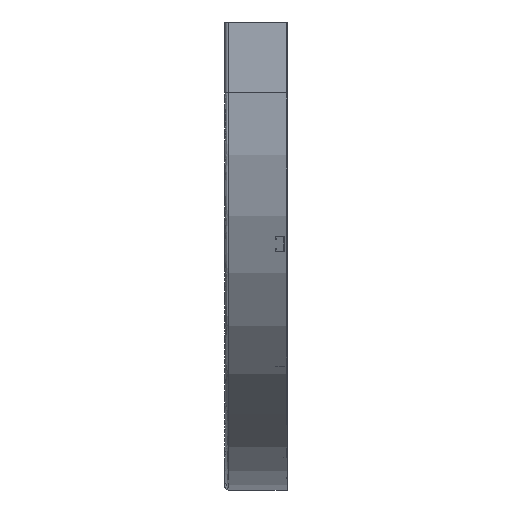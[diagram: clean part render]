
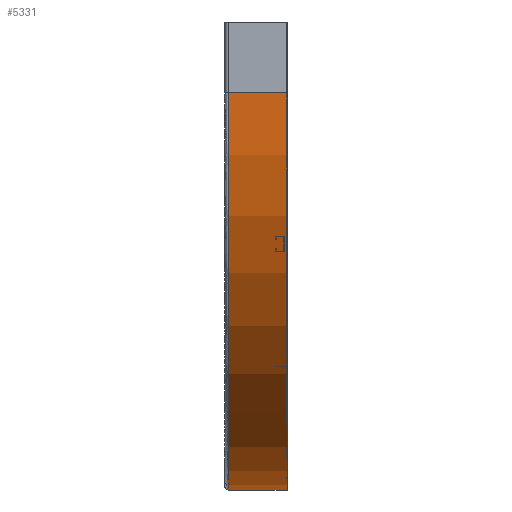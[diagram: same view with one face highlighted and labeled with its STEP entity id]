
A CAD part, left-side view. The second image highlights one B-rep face of the part: STEP entity #5331.
In plain terms, the highlighted cylindrical face has radius 700 mm (diameter 1400 mm), a partial arc.
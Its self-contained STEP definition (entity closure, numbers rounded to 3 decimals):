
#16 = DIRECTION ( 'NONE',  ( 0., 0., 1. ) ) ;
#71 = DIRECTION ( 'NONE',  ( 0., 1., 0. ) ) ;
#138 = VECTOR ( 'NONE', #3348, 1000. ) ;
#253 = CARTESIAN_POINT ( 'NONE',  ( -700., 0., -125. ) ) ;
#759 = DIRECTION ( 'NONE',  ( 0., -1., 0. ) ) ;
#906 = DIRECTION ( 'NONE',  ( 0., 0., 1. ) ) ;
#925 = EDGE_CURVE ( 'NONE', #5678, #6118, #1180, .T. ) ;
#1051 = DIRECTION ( 'NONE',  ( 0., 1., 0. ) ) ;
#1089 = CARTESIAN_POINT ( 'NONE',  ( -700., 0., -125. ) ) ;
#1180 = LINE ( 'NONE', #3116, #138 ) ;
#1256 = CARTESIAN_POINT ( 'NONE',  ( 0., 0., -125. ) ) ;
#1288 = CARTESIAN_POINT ( 'NONE',  ( 0., 104., -125. ) ) ;
#1528 = ORIENTED_EDGE ( 'NONE', *, *, #4074, .T. ) ;
#1722 = CIRCLE ( 'NONE', #4987, 700. ) ;
#1929 = VERTEX_POINT ( 'NONE', #1288 ) ;
#1999 = EDGE_CURVE ( 'NONE', #3674, #5678, #5652, .T. ) ;
#2183 = CARTESIAN_POINT ( 'NONE',  ( 0., 0., -125. ) ) ;
#2303 = ORIENTED_EDGE ( 'NONE', *, *, #1999, .T. ) ;
#3069 = ORIENTED_EDGE ( 'NONE', *, *, #925, .T. ) ;
#3116 = CARTESIAN_POINT ( 'NONE',  ( -700., 0., -825. ) ) ;
#3348 = DIRECTION ( 'NONE',  ( 0., 1., 0. ) ) ;
#3439 = CYLINDRICAL_SURFACE ( 'NONE', #4412, 700. ) ;
#3511 = FACE_OUTER_BOUND ( 'NONE', #3946, .T. ) ;
#3529 = LINE ( 'NONE', #2183, #5474 ) ;
#3636 = AXIS2_PLACEMENT_3D ( 'NONE', #253, #71, #16 ) ;
#3674 = VERTEX_POINT ( 'NONE', #1256 ) ;
#3946 = EDGE_LOOP ( 'NONE', ( #2303, #3069, #4192, #1528 ) ) ;
#4074 = EDGE_CURVE ( 'NONE', #1929, #3674, #3529, .T. ) ;
#4192 = ORIENTED_EDGE ( 'NONE', *, *, #4494, .T. ) ;
#4412 = AXIS2_PLACEMENT_3D ( 'NONE', #1089, #1051, #906 ) ;
#4440 = CARTESIAN_POINT ( 'NONE',  ( -700., 104., -825. ) ) ;
#4494 = EDGE_CURVE ( 'NONE', #6118, #1929, #1722, .T. ) ;
#4869 = CARTESIAN_POINT ( 'NONE',  ( -700., 0., -825. ) ) ;
#4987 = AXIS2_PLACEMENT_3D ( 'NONE', #5839, #6007, #6028 ) ;
#5331 = ADVANCED_FACE ( 'NONE', ( #3511 ), #3439, .T. ) ;
#5474 = VECTOR ( 'NONE', #759, 1000. ) ;
#5652 = CIRCLE ( 'NONE', #3636, 700. ) ;
#5678 = VERTEX_POINT ( 'NONE', #4869 ) ;
#5839 = CARTESIAN_POINT ( 'NONE',  ( -700., 104., -125. ) ) ;
#6007 = DIRECTION ( 'NONE',  ( 0., -1., 0. ) ) ;
#6028 = DIRECTION ( 'NONE',  ( 0., 0., 1. ) ) ;
#6118 = VERTEX_POINT ( 'NONE', #4440 ) ;
